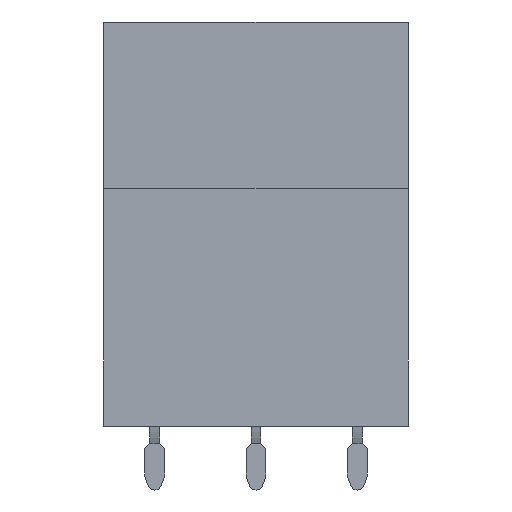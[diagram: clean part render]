
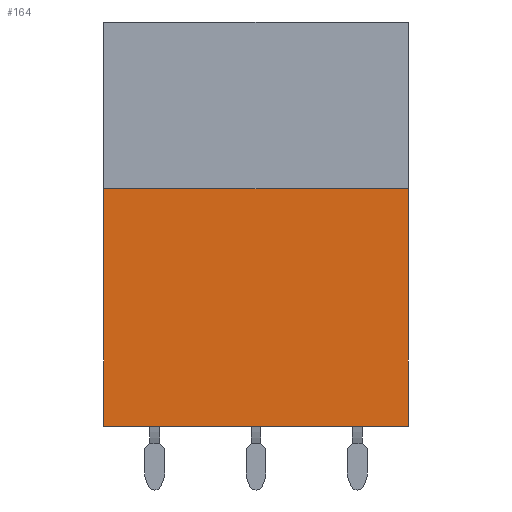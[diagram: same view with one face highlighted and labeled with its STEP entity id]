
A CAD part, front view. The second image highlights one B-rep face of the part: STEP entity #164.
In plain terms, the highlighted planar face has unit normal (0, -1, 0).
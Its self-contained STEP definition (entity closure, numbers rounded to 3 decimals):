
#164 = ADVANCED_FACE( '', ( #455 ), #456, .F. );
#455 = FACE_OUTER_BOUND( '', #890, .T. );
#456 = PLANE( '', #891 );
#890 = EDGE_LOOP( '', ( #1329, #1330, #1331, #1332 ) );
#891 = AXIS2_PLACEMENT_3D( '', #1333, #1334, #1335 );
#1329 = ORIENTED_EDGE( '', *, *, #2563, .T. );
#1330 = ORIENTED_EDGE( '', *, *, #2564, .F. );
#1331 = ORIENTED_EDGE( '', *, *, #2565, .F. );
#1332 = ORIENTED_EDGE( '', *, *, #2566, .T. );
#1333 = CARTESIAN_POINT( '', ( 15.24, 0., -8.35 ) );
#1334 = DIRECTION( '', ( 0., 1., 0. ) );
#1335 = DIRECTION( '', ( 0., 0., 1. ) );
#2563 = EDGE_CURVE( '', #3055, #3056, #3057, .T. );
#2564 = EDGE_CURVE( '', #3058, #3056, #3059, .T. );
#2565 = EDGE_CURVE( '', #3060, #3058, #3061, .T. );
#2566 = EDGE_CURVE( '', #3060, #3055, #3062, .T. );
#3055 = VERTEX_POINT( '', #3781 );
#3056 = VERTEX_POINT( '', #3782 );
#3057 = LINE( '', #3783, #3784 );
#3058 = VERTEX_POINT( '', #3785 );
#3059 = LINE( '', #3786, #3787 );
#3060 = VERTEX_POINT( '', #3788 );
#3061 = LINE( '', #3789, #3790 );
#3062 = LINE( '', #3791, #3792 );
#3781 = CARTESIAN_POINT( '', ( 0., 0., -8.35 ) );
#3782 = CARTESIAN_POINT( '', ( 0., 0., -20.25 ) );
#3783 = CARTESIAN_POINT( '', ( 0., 0., -8.35 ) );
#3784 = VECTOR( '', #4758, 1000. );
#3785 = CARTESIAN_POINT( '', ( 15.24, 0., -20.25 ) );
#3786 = CARTESIAN_POINT( '', ( 15.24, 0., -20.25 ) );
#3787 = VECTOR( '', #4759, 1000. );
#3788 = CARTESIAN_POINT( '', ( 15.24, 0., -8.35 ) );
#3789 = CARTESIAN_POINT( '', ( 15.24, 0., -8.35 ) );
#3790 = VECTOR( '', #4760, 1000. );
#3791 = CARTESIAN_POINT( '', ( 15.24, 0., -8.35 ) );
#3792 = VECTOR( '', #4761, 1000. );
#4758 = DIRECTION( '', ( 0., 0., -1. ) );
#4759 = DIRECTION( '', ( -1., 0., 0. ) );
#4760 = DIRECTION( '', ( 0., 0., -1. ) );
#4761 = DIRECTION( '', ( -1., 0., 0. ) );
